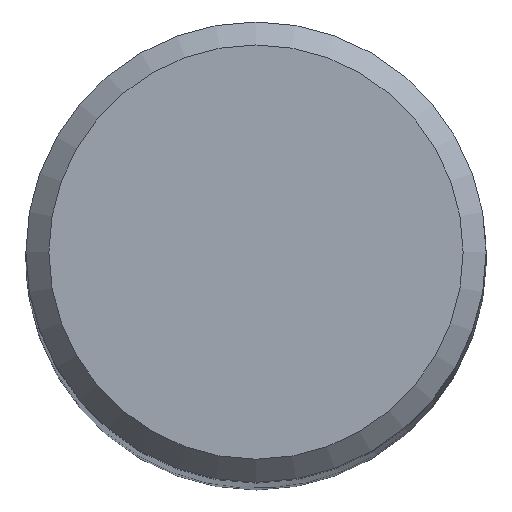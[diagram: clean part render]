
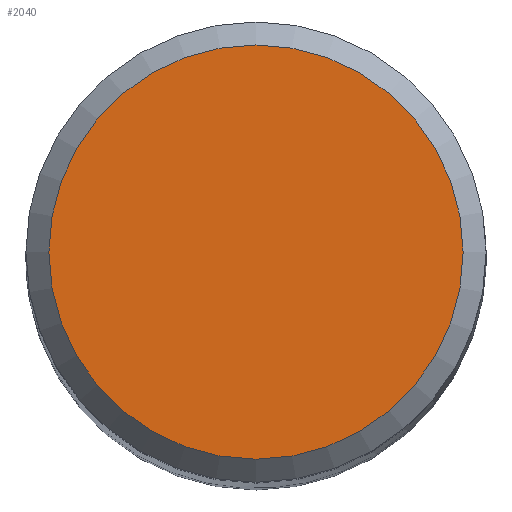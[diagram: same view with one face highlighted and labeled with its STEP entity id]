
A CAD part, top view. The second image highlights one B-rep face of the part: STEP entity #2040.
In plain terms, the highlighted free-form (B-spline) face has degree [1, 1] with [2, 2] control points.
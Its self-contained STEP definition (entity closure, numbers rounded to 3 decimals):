
#1570 = CARTESIAN_POINT ('', (-4.5, 0., 0.));
#1580 = VERTEX_POINT ('', #1570);
#1650 = CARTESIAN_POINT ('', (0., 0., 0.));
#1660 = DIRECTION ('', (0., 0., -1.));
#1670 = DIRECTION ('', (-1., 0., 0.));
#1680 = AXIS2_PLACEMENT_3D ('', #1650, #1660, #1670);
#1690 = CIRCLE ('', #1680, 4.5);
#1700 = EDGE_CURVE ('', #1580, #1580, #1690, .T.);
#1960 = ORIENTED_EDGE ('', *, *, #1700, .F.);
#1970 = EDGE_LOOP ('', (#1960));
#1980 = FACE_OUTER_BOUND ('', #1970, .T.);
#1990 = CARTESIAN_POINT ('', (4.5, -4.5, 0.));
#2000 = CARTESIAN_POINT ('', (-4.5, -4.5, 0.));
#2010 = CARTESIAN_POINT ('', (4.5, 4.5, 0.));
#2020 = CARTESIAN_POINT ('', (-4.5, 4.5, 0.));
#2030 = B_SPLINE_SURFACE_WITH_KNOTS ('', 1, 1, ((#1990, #2000), (#2010, #2020)), .UNSPECIFIED., .F., .F., .U., (2, 2), (2, 2), (0.045, 0.955), (0.045, 0.955), .UNSPECIFIED.);
#2040 = ADVANCED_FACE ('', (#1980), #2030, .T.);
